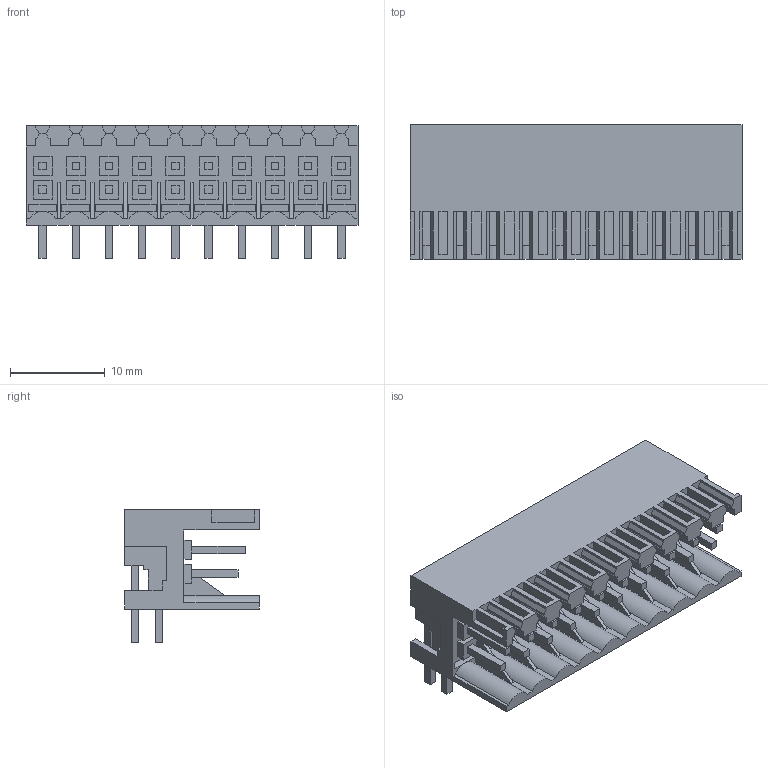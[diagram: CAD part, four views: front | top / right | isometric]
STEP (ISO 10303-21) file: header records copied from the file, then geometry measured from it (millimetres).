
FILE_DESCRIPTION(('CATIA V5 STEP Exchange','CAx-IF Rec.Pracs.--- Model Styling and Organization---1.4--- 2014-01-23'),'2;1');
FILE_NAME ('D1455078_0_1728220000_1728220000.stp','2019-02-21T15:49:28+00:00',('none'),('Weidmueller'),'CATIA Version 5-6 Release 2016 SP3 HF44','CATIA V5 STEP AP214','none');
FILE_SCHEMA(('AUTOMOTIVE_DESIGN { 1 0 10303 214 1 1 1 1 }'));
Length unit declared in the file: millimetre
Products named in the file (1): 1728220000
Bounding box: 35 x 14.2 x 14 mm (x, y, z)
Volume: 2336.2 mm3; surface area: 5120.7 mm2
Topology: 1 solids, 1 shells, 936 faces, 2758 edges, 1883 vertices
Faces by surface type: plane 916, cylinder 20
Entity records: 29450 total; most frequent: ORIENTED_EDGE 5516, CARTESIAN_POINT 5178, DIRECTION 3830, EDGE_CURVE 2758, VECTOR 2698, LINE 2698, VERTEX_POINT 1883, EDGE_LOOP 995
